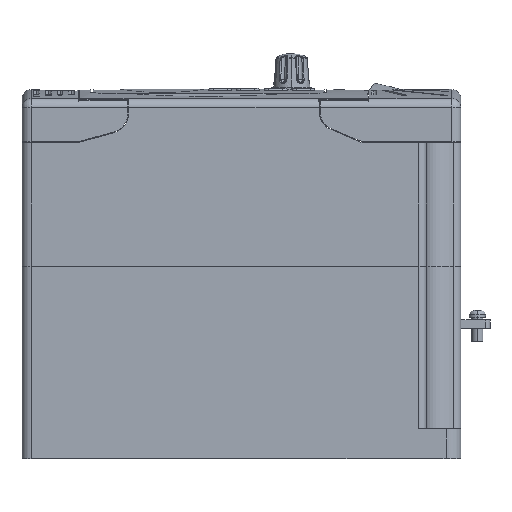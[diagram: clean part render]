
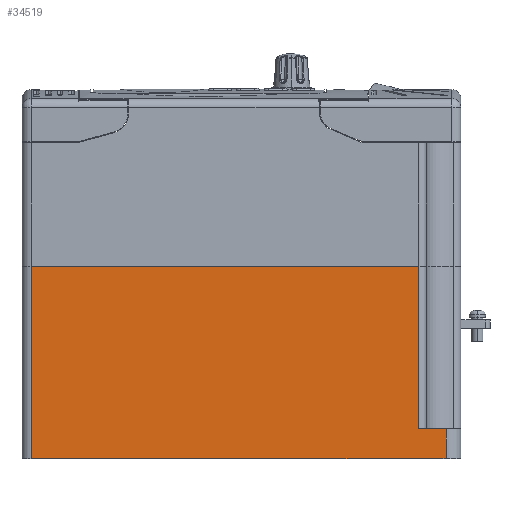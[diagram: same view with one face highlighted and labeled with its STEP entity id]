
A CAD part, left-side view. The second image highlights one B-rep face of the part: STEP entity #34519.
In plain terms, the highlighted planar face has unit normal (-1, 0, 0).
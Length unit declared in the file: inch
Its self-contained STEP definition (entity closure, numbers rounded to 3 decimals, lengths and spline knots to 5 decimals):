
#374 = ORIENTED_EDGE ( 'NONE', *, *, #23607, .F. ) ;
#384 = CARTESIAN_POINT ( 'NONE',  ( -1.97, 2.975, -3.00447 ) ) ;
#524 = CARTESIAN_POINT ( 'NONE',  ( -1.97, 2.85, -3.00547 ) ) ;
#651 = VECTOR ( 'NONE', #30135, 39.37008 ) ;
#812 = CARTESIAN_POINT ( 'NONE',  ( -1.97, -2.505, -3.00447 ) ) ;
#1594 = LINE ( 'NONE', #27179, #651 ) ;
#1664 = PLANE ( 'NONE',  #28099 ) ;
#1754 = ORIENTED_EDGE ( 'NONE', *, *, #35833, .T. ) ;
#2735 = LINE ( 'NONE', #8201, #33529 ) ;
#2819 = VECTOR ( 'NONE', #30422, 39.37008 ) ;
#3424 = DIRECTION ( 'NONE',  ( 0., 1., 0. ) ) ;
#3522 = CARTESIAN_POINT ( 'NONE',  ( -1.97, -2.405, 1.29 ) ) ;
#5661 = VERTEX_POINT ( 'NONE', #8269 ) ;
#6594 = LINE ( 'NONE', #384, #21553 ) ;
#7398 = DIRECTION ( 'NONE',  ( 0., -1., 0. ) ) ;
#8201 = CARTESIAN_POINT ( 'NONE',  ( -1.97, 2.975, -0.4 ) ) ;
#8269 = CARTESIAN_POINT ( 'NONE',  ( -1.97, -2.505, -3.00547 ) ) ;
#8905 = ORIENTED_EDGE ( 'NONE', *, *, #37878, .F. ) ;
#9171 = VERTEX_POINT ( 'NONE', #31034 ) ;
#9182 = CARTESIAN_POINT ( 'NONE',  ( -1.97, -2.775, -3.00447 ) ) ;
#11028 = LINE ( 'NONE', #3522, #26904 ) ;
#11037 = VERTEX_POINT ( 'NONE', #13057 ) ;
#11255 = ORIENTED_EDGE ( 'NONE', *, *, #29581, .T. ) ;
#11836 = EDGE_LOOP ( 'NONE', ( #11255, #1754, #374, #22476, #8905, #23168, #38257, #12903 ) ) ;
#11877 = VECTOR ( 'NONE', #16224, 39.37008 ) ;
#12903 = ORIENTED_EDGE ( 'NONE', *, *, #15453, .T. ) ;
#13057 = CARTESIAN_POINT ( 'NONE',  ( -1.97, 2.85, -0.4 ) ) ;
#15453 = EDGE_CURVE ( 'NONE', #11037, #38196, #34564, .T. ) ;
#16190 = VECTOR ( 'NONE', #7398, 39.37008 ) ;
#16224 = DIRECTION ( 'NONE',  ( 0., 0., 1. ) ) ;
#16440 = CARTESIAN_POINT ( 'NONE',  ( -1.97, 2.975, -3.00547 ) ) ;
#16700 = CARTESIAN_POINT ( 'NONE',  ( -1.97, 2.975, -3.00547 ) ) ;
#18125 = EDGE_CURVE ( 'NONE', #18646, #29841, #27773, .T. ) ;
#18646 = VERTEX_POINT ( 'NONE', #9182 ) ;
#19719 = DIRECTION ( 'NONE',  ( 0., 0., -1. ) ) ;
#20596 = EDGE_CURVE ( 'NONE', #11037, #9171, #2735, .T. ) ;
#20890 = CARTESIAN_POINT ( 'NONE',  ( -1.97, -2.405, -2.6 ) ) ;
#20980 = CARTESIAN_POINT ( 'NONE',  ( -1.97, -2.775, -2.6 ) ) ;
#21553 = VECTOR ( 'NONE', #3424, 39.37008 ) ;
#22343 = CARTESIAN_POINT ( 'NONE',  ( -1.97, -2.775, -3.00547 ) ) ;
#22476 = ORIENTED_EDGE ( 'NONE', *, *, #18125, .T. ) ;
#22556 = FACE_OUTER_BOUND ( 'NONE', #11836, .T. ) ;
#23137 = VERTEX_POINT ( 'NONE', #812 ) ;
#23168 = ORIENTED_EDGE ( 'NONE', *, *, #25936, .T. ) ;
#23325 = LINE ( 'NONE', #26092, #38222 ) ;
#23607 = EDGE_CURVE ( 'NONE', #18646, #23137, #6594, .T. ) ;
#23674 = CARTESIAN_POINT ( 'NONE',  ( -1.97, 2.85, -3.00547 ) ) ;
#24250 = DIRECTION ( 'NONE',  ( 0., 0., 1. ) ) ;
#25936 = EDGE_CURVE ( 'NONE', #30780, #9171, #11028, .T. ) ;
#26067 = DIRECTION ( 'NONE',  ( 0., -1., 0. ) ) ;
#26092 = CARTESIAN_POINT ( 'NONE',  ( -1.97, 2.975, -2.6 ) ) ;
#26904 = VECTOR ( 'NONE', #24250, 39.37008 ) ;
#27179 = CARTESIAN_POINT ( 'NONE',  ( -1.97, -2.505, -3.00547 ) ) ;
#27773 = LINE ( 'NONE', #22343, #11877 ) ;
#28099 = AXIS2_PLACEMENT_3D ( 'NONE', #16700, #37542, #19719 ) ;
#29112 = DIRECTION ( 'NONE',  ( 0., -1., 0. ) ) ;
#29581 = EDGE_CURVE ( 'NONE', #38196, #5661, #32050, .T. ) ;
#29841 = VERTEX_POINT ( 'NONE', #20980 ) ;
#30135 = DIRECTION ( 'NONE',  ( 0., 0., 1. ) ) ;
#30422 = DIRECTION ( 'NONE',  ( 0., 0., -1. ) ) ;
#30780 = VERTEX_POINT ( 'NONE', #20890 ) ;
#31034 = CARTESIAN_POINT ( 'NONE',  ( -1.97, -2.405, -0.4 ) ) ;
#32050 = LINE ( 'NONE', #16440, #16190 ) ;
#33529 = VECTOR ( 'NONE', #26067, 39.37008 ) ;
#34519 = ADVANCED_FACE ( 'NONE', ( #22556 ), #1664, .F. ) ;
#34564 = LINE ( 'NONE', #524, #2819 ) ;
#35833 = EDGE_CURVE ( 'NONE', #5661, #23137, #1594, .T. ) ;
#37542 = DIRECTION ( 'NONE',  ( 1., 0., 0. ) ) ;
#37878 = EDGE_CURVE ( 'NONE', #30780, #29841, #23325, .T. ) ;
#38196 = VERTEX_POINT ( 'NONE', #23674 ) ;
#38222 = VECTOR ( 'NONE', #29112, 39.37008 ) ;
#38257 = ORIENTED_EDGE ( 'NONE', *, *, #20596, .F. ) ;
